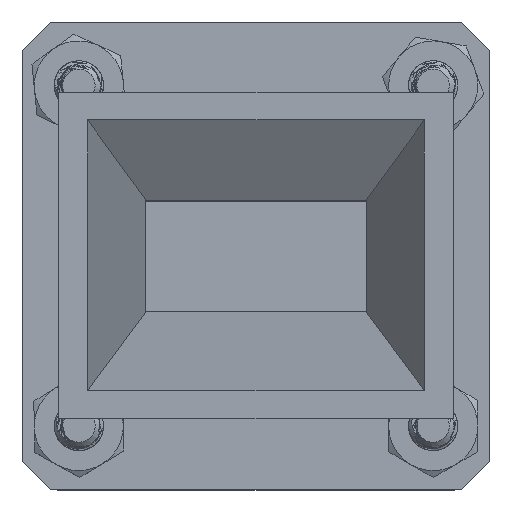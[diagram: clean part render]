
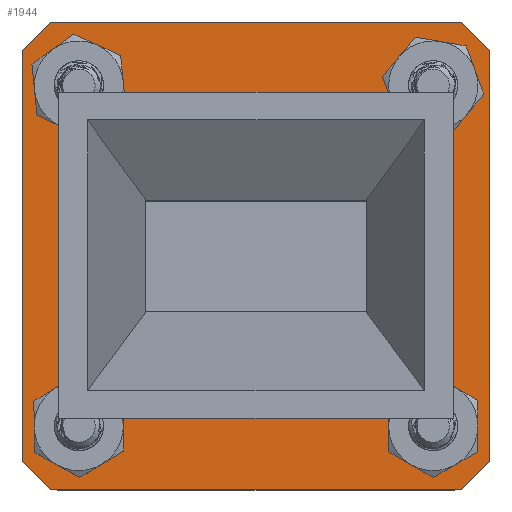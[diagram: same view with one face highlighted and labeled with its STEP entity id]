
A CAD part, top view. The second image highlights one B-rep face of the part: STEP entity #1944.
In plain terms, the highlighted planar face has unit normal (0, 0, 1).
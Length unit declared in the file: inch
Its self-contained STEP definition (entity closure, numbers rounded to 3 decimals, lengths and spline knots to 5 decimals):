
#75 = CARTESIAN_POINT ( 'NONE',  ( -0.47795, 0.49724, 1.74409 ) ) ;
#461 = ORIENTED_EDGE ( 'NONE', *, *, #17736, .T. ) ;
#563 = AXIS2_PLACEMENT_3D ( 'NONE', #3270, #14419, #6233 ) ;
#743 = CARTESIAN_POINT ( 'NONE',  ( 0.57678, 0.65549, 1.74409 ) ) ;
#762 = CIRCLE ( 'NONE', #8490, 0.07283 ) ;
#1159 = EDGE_CURVE ( 'NONE', #12954, #4458, #12564, .T. ) ;
#1300 = VECTOR ( 'NONE', #9763, 39.37008 ) ;
#1873 = EDGE_CURVE ( 'NONE', #12246, #13835, #14663, .T. ) ;
#1944 = ADVANCED_FACE ( 'NONE', ( #10671, #10575, #9274, #16331, #12156, #16235 ), #17909, .T. ) ;
#2017 = CARTESIAN_POINT ( 'NONE',  ( -0.6555, -0.65554, 1.74409 ) ) ;
#2523 = VERTEX_POINT ( 'NONE', #10998 ) ;
#2580 = CARTESIAN_POINT ( 'NONE',  ( 0.25393, 0.40943, 1.74409 ) ) ;
#2635 = EDGE_LOOP ( 'NONE', ( #10107 ) ) ;
#3017 = CARTESIAN_POINT ( 'NONE',  ( -0.25393, -0.00002, 1.74409 ) ) ;
#3156 = ORIENTED_EDGE ( 'NONE', *, *, #1873, .T. ) ;
#3270 = CARTESIAN_POINT ( 'NONE',  ( 0.47795, -0.49724, 1.74409 ) ) ;
#3383 = LINE ( 'NONE', #16294, #11227 ) ;
#3461 = ORIENTED_EDGE ( 'NONE', *, *, #7239, .F. ) ;
#3508 = CARTESIAN_POINT ( 'NONE',  ( 0., 0., 1.74409 ) ) ;
#3600 = DIRECTION ( 'NONE',  ( 1., 0., 0. ) ) ;
#3616 = ORIENTED_EDGE ( 'NONE', *, *, #1159, .F. ) ;
#3653 = DIRECTION ( 'NONE',  ( -0.707, 0.707, 0. ) ) ;
#3664 = CARTESIAN_POINT ( 'NONE',  ( -0.6555, 0.57675, 1.74409 ) ) ;
#3716 = CARTESIAN_POINT ( 'NONE',  ( 0.00001, -0.40943, 1.74409 ) ) ;
#3778 = DIRECTION ( 'NONE',  ( 1., 0., 0. ) ) ;
#3829 = VERTEX_POINT ( 'NONE', #17750 ) ;
#3930 = CARTESIAN_POINT ( 'NONE',  ( -0.47795, -0.49724, 1.74409 ) ) ;
#4085 = LINE ( 'NONE', #3716, #1300 ) ;
#4323 = EDGE_CURVE ( 'NONE', #13835, #14496, #13701, .T. ) ;
#4440 = DIRECTION ( 'NONE',  ( 1., 0., 0. ) ) ;
#4441 = VECTOR ( 'NONE', #8915, 39.37008 ) ;
#4458 = VERTEX_POINT ( 'NONE', #7187 ) ;
#4737 = CIRCLE ( 'NONE', #563, 0.07283 ) ;
#4749 = EDGE_CURVE ( 'NONE', #11177, #12246, #14969, .T. ) ;
#4841 = DIRECTION ( 'NONE',  ( -1., 0., 0. ) ) ;
#5118 = EDGE_CURVE ( 'NONE', #12025, #12025, #17356, .T. ) ;
#5135 = CARTESIAN_POINT ( 'NONE',  ( 0.61616, -0.61616, 1.74409 ) ) ;
#6203 = CARTESIAN_POINT ( 'NONE',  ( -0.61612, 0.61612, 1.74409 ) ) ;
#6233 = DIRECTION ( 'NONE',  ( 1., 0., 0. ) ) ;
#6334 = VECTOR ( 'NONE', #12828, 39.37008 ) ;
#6686 = CARTESIAN_POINT ( 'NONE',  ( 0.65552, -0.5768, 1.74409 ) ) ;
#6864 = DIRECTION ( 'NONE',  ( 0., 0., 1. ) ) ;
#7174 = VECTOR ( 'NONE', #9527, 39.37008 ) ;
#7182 = EDGE_CURVE ( 'NONE', #9420, #9420, #762, .T. ) ;
#7187 = CARTESIAN_POINT ( 'NONE',  ( -0.25393, 0.40943, 1.74409 ) ) ;
#7239 = EDGE_CURVE ( 'NONE', #10450, #10450, #15013, .T. ) ;
#7319 = EDGE_CURVE ( 'NONE', #3829, #10145, #9089, .T. ) ;
#7332 = CARTESIAN_POINT ( 'NONE',  ( 0.65552, -0.65554, 1.74409 ) ) ;
#7408 = ORIENTED_EDGE ( 'NONE', *, *, #15504, .F. ) ;
#7487 = CARTESIAN_POINT ( 'NONE',  ( -0.25393, -0.40943, 1.74409 ) ) ;
#7672 = VERTEX_POINT ( 'NONE', #7487 ) ;
#7721 = VECTOR ( 'NONE', #11880, 39.37008 ) ;
#7744 = CARTESIAN_POINT ( 'NONE',  ( -0.40512, 0.49724, 1.74409 ) ) ;
#7770 = ORIENTED_EDGE ( 'NONE', *, *, #17549, .F. ) ;
#7808 = DIRECTION ( 'NONE',  ( 0.707, -0.707, 0. ) ) ;
#7890 = ORIENTED_EDGE ( 'NONE', *, *, #4323, .T. ) ;
#8051 = DIRECTION ( 'NONE',  ( 0., 0., 1. ) ) ;
#8112 = EDGE_CURVE ( 'NONE', #14496, #3829, #17393, .T. ) ;
#8400 = CARTESIAN_POINT ( 'NONE',  ( -0.6555, 0.65549, 1.74409 ) ) ;
#8490 = AXIS2_PLACEMENT_3D ( 'NONE', #9658, #6864, #12545 ) ;
#8869 = LINE ( 'NONE', #3017, #13473 ) ;
#8915 = DIRECTION ( 'NONE',  ( 0., 1., 0. ) ) ;
#8998 = DIRECTION ( 'NONE',  ( 0., 0., 1. ) ) ;
#9089 = LINE ( 'NONE', #2017, #9671 ) ;
#9274 = FACE_BOUND ( 'NONE', #10592, .T. ) ;
#9331 = CARTESIAN_POINT ( 'NONE',  ( 0.55079, 0.49724, 1.74409 ) ) ;
#9349 = AXIS2_PLACEMENT_3D ( 'NONE', #3930, #16661, #10731 ) ;
#9420 = VERTEX_POINT ( 'NONE', #9331 ) ;
#9422 = DIRECTION ( 'NONE',  ( 0.707, 0.707, 0. ) ) ;
#9527 = DIRECTION ( 'NONE',  ( 0., -1., 0. ) ) ;
#9658 = CARTESIAN_POINT ( 'NONE',  ( 0.47795, 0.49724, 1.74409 ) ) ;
#9671 = VECTOR ( 'NONE', #3778, 39.37008 ) ;
#9763 = DIRECTION ( 'NONE',  ( 1., 0., 0. ) ) ;
#10107 = ORIENTED_EDGE ( 'NONE', *, *, #7182, .F. ) ;
#10145 = VERTEX_POINT ( 'NONE', #12324 ) ;
#10218 = CARTESIAN_POINT ( 'NONE',  ( 0.25393, -0.00002, 1.74409 ) ) ;
#10450 = VERTEX_POINT ( 'NONE', #7744 ) ;
#10517 = EDGE_CURVE ( 'NONE', #14593, #11177, #3383, .T. ) ;
#10575 = FACE_BOUND ( 'NONE', #12237, .T. ) ;
#10592 = EDGE_LOOP ( 'NONE', ( #3461 ) ) ;
#10596 = ORIENTED_EDGE ( 'NONE', *, *, #5118, .F. ) ;
#10623 = ORIENTED_EDGE ( 'NONE', *, *, #18338, .F. ) ;
#10665 = EDGE_CURVE ( 'NONE', #10145, #11448, #10907, .T. ) ;
#10671 = FACE_BOUND ( 'NONE', #14830, .T. ) ;
#10731 = DIRECTION ( 'NONE',  ( 1., 0., 0. ) ) ;
#10843 = ORIENTED_EDGE ( 'NONE', *, *, #10517, .T. ) ;
#10907 = LINE ( 'NONE', #5135, #15030 ) ;
#10947 = VECTOR ( 'NONE', #4841, 39.37008 ) ;
#10998 = CARTESIAN_POINT ( 'NONE',  ( 0.55079, -0.49724, 1.74409 ) ) ;
#11171 = CARTESIAN_POINT ( 'NONE',  ( 0.00001, 0.40943, 1.74409 ) ) ;
#11177 = VERTEX_POINT ( 'NONE', #743 ) ;
#11227 = VECTOR ( 'NONE', #3653, 39.37008 ) ;
#11448 = VERTEX_POINT ( 'NONE', #6686 ) ;
#11642 = CARTESIAN_POINT ( 'NONE',  ( -0.61615, -0.61615, 1.74409 ) ) ;
#11809 = DIRECTION ( 'NONE',  ( -1., 0., 0. ) ) ;
#11880 = DIRECTION ( 'NONE',  ( -0.707, -0.707, 0. ) ) ;
#12025 = VERTEX_POINT ( 'NONE', #14901 ) ;
#12049 = ORIENTED_EDGE ( 'NONE', *, *, #7319, .T. ) ;
#12156 = FACE_OUTER_BOUND ( 'NONE', #16500, .T. ) ;
#12237 = EDGE_LOOP ( 'NONE', ( #10596 ) ) ;
#12246 = VERTEX_POINT ( 'NONE', #16773 ) ;
#12324 = CARTESIAN_POINT ( 'NONE',  ( 0.57678, -0.65554, 1.74409 ) ) ;
#12365 = VECTOR ( 'NONE', #7808, 39.37008 ) ;
#12545 = DIRECTION ( 'NONE',  ( 1., 0., 0. ) ) ;
#12564 = LINE ( 'NONE', #11171, #16316 ) ;
#12828 = DIRECTION ( 'NONE',  ( 0., 1., 0. ) ) ;
#12954 = VERTEX_POINT ( 'NONE', #2580 ) ;
#13188 = CARTESIAN_POINT ( 'NONE',  ( 0.25393, -0.40943, 1.74409 ) ) ;
#13473 = VECTOR ( 'NONE', #15926, 39.37008 ) ;
#13701 = LINE ( 'NONE', #8400, #7174 ) ;
#13835 = VERTEX_POINT ( 'NONE', #3664 ) ;
#14023 = ORIENTED_EDGE ( 'NONE', *, *, #4749, .T. ) ;
#14264 = AXIS2_PLACEMENT_3D ( 'NONE', #3508, #8051, #3600 ) ;
#14419 = DIRECTION ( 'NONE',  ( 0., 0., 1. ) ) ;
#14496 = VERTEX_POINT ( 'NONE', #14803 ) ;
#14593 = VERTEX_POINT ( 'NONE', #15699 ) ;
#14663 = LINE ( 'NONE', #6203, #7721 ) ;
#14669 = LINE ( 'NONE', #10218, #4441 ) ;
#14803 = CARTESIAN_POINT ( 'NONE',  ( -0.6555, -0.5768, 1.74409 ) ) ;
#14830 = EDGE_LOOP ( 'NONE', ( #7408 ) ) ;
#14901 = CARTESIAN_POINT ( 'NONE',  ( -0.40512, -0.49724, 1.74409 ) ) ;
#14969 = LINE ( 'NONE', #16181, #10947 ) ;
#15013 = CIRCLE ( 'NONE', #15326, 0.07283 ) ;
#15030 = VECTOR ( 'NONE', #9422, 39.37008 ) ;
#15326 = AXIS2_PLACEMENT_3D ( 'NONE', #75, #8998, #4440 ) ;
#15504 = EDGE_CURVE ( 'NONE', #2523, #2523, #4737, .T. ) ;
#15699 = CARTESIAN_POINT ( 'NONE',  ( 0.65552, 0.57675, 1.74409 ) ) ;
#15735 = ORIENTED_EDGE ( 'NONE', *, *, #10665, .T. ) ;
#15885 = LINE ( 'NONE', #7332, #6334 ) ;
#15926 = DIRECTION ( 'NONE',  ( 0., -1., 0. ) ) ;
#15936 = EDGE_CURVE ( 'NONE', #16094, #12954, #14669, .T. ) ;
#16094 = VERTEX_POINT ( 'NONE', #13188 ) ;
#16181 = CARTESIAN_POINT ( 'NONE',  ( 0.65552, 0.65549, 1.74409 ) ) ;
#16235 = FACE_BOUND ( 'NONE', #16286, .T. ) ;
#16286 = EDGE_LOOP ( 'NONE', ( #10623, #3616, #18085, #7770 ) ) ;
#16294 = CARTESIAN_POINT ( 'NONE',  ( 0.61614, 0.61614, 1.74409 ) ) ;
#16316 = VECTOR ( 'NONE', #11809, 39.37008 ) ;
#16331 = FACE_BOUND ( 'NONE', #2635, .T. ) ;
#16372 = ORIENTED_EDGE ( 'NONE', *, *, #8112, .T. ) ;
#16500 = EDGE_LOOP ( 'NONE', ( #14023, #3156, #7890, #16372, #12049, #15735, #461, #10843 ) ) ;
#16661 = DIRECTION ( 'NONE',  ( 0., 0., 1. ) ) ;
#16773 = CARTESIAN_POINT ( 'NONE',  ( -0.57676, 0.65549, 1.74409 ) ) ;
#17356 = CIRCLE ( 'NONE', #9349, 0.07283 ) ;
#17393 = LINE ( 'NONE', #11642, #12365 ) ;
#17549 = EDGE_CURVE ( 'NONE', #7672, #16094, #4085, .T. ) ;
#17736 = EDGE_CURVE ( 'NONE', #11448, #14593, #15885, .T. ) ;
#17750 = CARTESIAN_POINT ( 'NONE',  ( -0.57676, -0.65554, 1.74409 ) ) ;
#17909 = PLANE ( 'NONE',  #14264 ) ;
#18085 = ORIENTED_EDGE ( 'NONE', *, *, #15936, .F. ) ;
#18338 = EDGE_CURVE ( 'NONE', #4458, #7672, #8869, .T. ) ;
